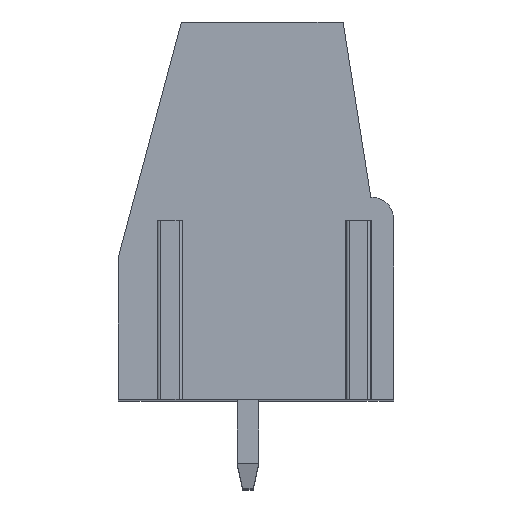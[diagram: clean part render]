
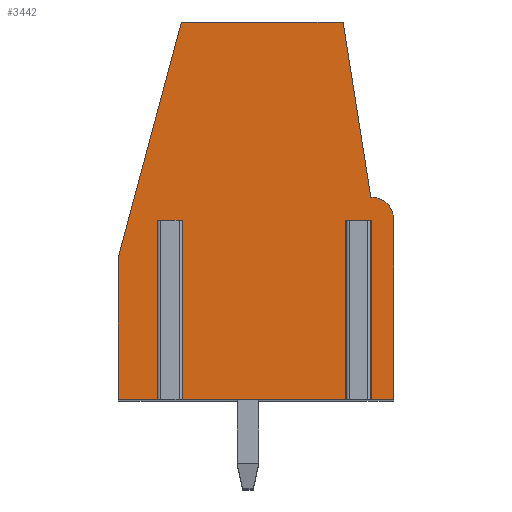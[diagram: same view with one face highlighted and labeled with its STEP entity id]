
A CAD part, top view. The second image highlights one B-rep face of the part: STEP entity #3442.
In plain terms, the highlighted planar face has unit normal (0, 0, 1).
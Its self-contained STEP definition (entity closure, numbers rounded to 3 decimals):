
#624=DIRECTION('',(1.,0.,0.));
#625=VECTOR('',#624,0.57);
#626=CARTESIAN_POINT('',(-3.485,-0.35,2.5));
#627=LINE('',#626,#625);
#628=DIRECTION('',(0.,1.,0.));
#629=VECTOR('',#628,6.65);
#630=CARTESIAN_POINT('',(-3.485,-7.,2.5));
#631=LINE('',#630,#629);
#632=DIRECTION('',(1.,0.,0.));
#633=VECTOR('',#632,1.615);
#634=CARTESIAN_POINT('',(-5.1,-7.,2.5));
#635=LINE('',#634,#633);
#636=DIRECTION('',(0.,-1.,0.));
#637=VECTOR('',#636,5.3);
#638=CARTESIAN_POINT('',(-5.1,-1.7,2.5));
#639=LINE('',#638,#637);
#640=DIRECTION('',(-0.259,-0.966,0.));
#641=VECTOR('',#640,9.007);
#642=CARTESIAN_POINT('',(-2.769,7.,2.5));
#643=LINE('',#642,#641);
#644=DIRECTION('',(-1.,0.,0.));
#645=VECTOR('',#644,6.);
#646=CARTESIAN_POINT('',(3.231,7.,2.5));
#647=LINE('',#646,#645);
#648=DIRECTION('',(-0.156,0.988,0.));
#649=VECTOR('',#648,6.581);
#650=CARTESIAN_POINT('',(4.261,0.5,2.5));
#651=LINE('',#650,#649);
#652=DIRECTION('',(-1.,0.,0.));
#653=VECTOR('',#652,0.039);
#654=CARTESIAN_POINT('',(4.3,0.5,2.5));
#655=LINE('',#654,#653);
#656=CARTESIAN_POINT('',(4.3,-0.3,2.5));
#657=DIRECTION('',(0.,0.,1.));
#658=DIRECTION('',(1.,0.,0.));
#659=AXIS2_PLACEMENT_3D('',#656,#657,#658);
#661=DIRECTION('',(0.,1.,0.));
#662=VECTOR('',#661,6.7);
#663=CARTESIAN_POINT('',(5.1,-7.,2.5));
#664=LINE('',#663,#662);
#665=DIRECTION('',(1.,0.,0.));
#666=VECTOR('',#665,1.015);
#667=CARTESIAN_POINT('',(4.085,-7.,2.5));
#668=LINE('',#667,#666);
#669=DIRECTION('',(0.,1.,0.));
#670=VECTOR('',#669,6.65);
#671=CARTESIAN_POINT('',(4.085,-7.,2.5));
#672=LINE('',#671,#670);
#673=DIRECTION('',(1.,0.,0.));
#674=VECTOR('',#673,0.57);
#675=CARTESIAN_POINT('',(3.515,-0.35,2.5));
#676=LINE('',#675,#674);
#677=DIRECTION('',(0.,1.,0.));
#678=VECTOR('',#677,6.65);
#679=CARTESIAN_POINT('',(3.515,-7.,2.5));
#680=LINE('',#679,#678);
#681=DIRECTION('',(1.,0.,0.));
#682=VECTOR('',#681,6.43);
#683=CARTESIAN_POINT('',(-2.915,-7.,2.5));
#684=LINE('',#683,#682);
#685=DIRECTION('',(0.,1.,0.));
#686=VECTOR('',#685,6.65);
#687=CARTESIAN_POINT('',(-2.915,-7.,2.5));
#688=LINE('',#687,#686);
#2167=CARTESIAN_POINT('',(-2.769,7.,2.5));
#2168=CARTESIAN_POINT('',(-5.1,-1.7,2.5));
#2169=VERTEX_POINT('',#2167);
#2170=VERTEX_POINT('',#2168);
#2171=CARTESIAN_POINT('',(-5.1,-7.,2.5));
#2172=VERTEX_POINT('',#2171);
#2173=CARTESIAN_POINT('',(5.1,-7.,2.5));
#2174=CARTESIAN_POINT('',(5.1,-0.3,2.5));
#2175=VERTEX_POINT('',#2173);
#2176=VERTEX_POINT('',#2174);
#2177=CARTESIAN_POINT('',(4.3,0.5,2.5));
#2178=VERTEX_POINT('',#2177);
#2179=CARTESIAN_POINT('',(4.261,0.5,2.5));
#2180=VERTEX_POINT('',#2179);
#2181=CARTESIAN_POINT('',(3.231,7.,2.5));
#2182=VERTEX_POINT('',#2181);
#2263=CARTESIAN_POINT('',(-3.485,-0.35,2.5));
#2264=CARTESIAN_POINT('',(-2.915,-0.35,2.5));
#2265=VERTEX_POINT('',#2263);
#2266=VERTEX_POINT('',#2264);
#2267=CARTESIAN_POINT('',(3.515,-0.35,2.5));
#2268=CARTESIAN_POINT('',(4.085,-0.35,2.5));
#2269=VERTEX_POINT('',#2267);
#2270=VERTEX_POINT('',#2268);
#2271=CARTESIAN_POINT('',(-2.915,-7.,2.5));
#2272=VERTEX_POINT('',#2271);
#2273=CARTESIAN_POINT('',(-3.485,-7.,2.5));
#2274=VERTEX_POINT('',#2273);
#2275=CARTESIAN_POINT('',(4.085,-7.,2.5));
#2276=VERTEX_POINT('',#2275);
#2277=CARTESIAN_POINT('',(3.515,-7.,2.5));
#2278=VERTEX_POINT('',#2277);
#3413=CARTESIAN_POINT('',(0.,0.,2.5));
#3414=DIRECTION('',(0.,0.,1.));
#3415=DIRECTION('',(1.,0.,0.));
#3416=AXIS2_PLACEMENT_3D('',#3413,#3414,#3415);
#3417=PLANE('',#3416);
#3419=ORIENTED_EDGE('',*,*,#3418,.F.);
#3421=ORIENTED_EDGE('',*,*,#3420,.F.);
#3422=ORIENTED_EDGE('',*,*,#2961,.F.);
#3423=ORIENTED_EDGE('',*,*,#3212,.F.);
#3424=ORIENTED_EDGE('',*,*,#3226,.F.);
#3425=ORIENTED_EDGE('',*,*,#3240,.F.);
#3426=ORIENTED_EDGE('',*,*,#3296,.F.);
#3427=ORIENTED_EDGE('',*,*,#3310,.F.);
#3428=ORIENTED_EDGE('',*,*,#3324,.F.);
#3429=ORIENTED_EDGE('',*,*,#3337,.F.);
#3430=ORIENTED_EDGE('',*,*,#2985,.F.);
#3432=ORIENTED_EDGE('',*,*,#3431,.T.);
#3434=ORIENTED_EDGE('',*,*,#3433,.F.);
#3436=ORIENTED_EDGE('',*,*,#3435,.F.);
#3437=ORIENTED_EDGE('',*,*,#2973,.F.);
#3439=ORIENTED_EDGE('',*,*,#3438,.T.);
#3440=EDGE_LOOP('',(#3419,#3421,#3422,#3423,#3424,#3425,#3426,#3427,#3428,#3429,
#3430,#3432,#3434,#3436,#3437,#3439));
#3441=FACE_OUTER_BOUND('',#3440,.F.);
#660=CIRCLE('',#659,0.8);
#2961=EDGE_CURVE('',#2172,#2274,#635,.T.);
#2973=EDGE_CURVE('',#2272,#2278,#684,.T.);
#2985=EDGE_CURVE('',#2276,#2175,#668,.T.);
#3212=EDGE_CURVE('',#2170,#2172,#639,.T.);
#3226=EDGE_CURVE('',#2169,#2170,#643,.T.);
#3240=EDGE_CURVE('',#2182,#2169,#647,.T.);
#3296=EDGE_CURVE('',#2180,#2182,#651,.T.);
#3310=EDGE_CURVE('',#2178,#2180,#655,.T.);
#3324=EDGE_CURVE('',#2176,#2178,#660,.T.);
#3337=EDGE_CURVE('',#2175,#2176,#664,.T.);
#3418=EDGE_CURVE('',#2265,#2266,#627,.T.);
#3420=EDGE_CURVE('',#2274,#2265,#631,.T.);
#3431=EDGE_CURVE('',#2276,#2270,#672,.T.);
#3433=EDGE_CURVE('',#2269,#2270,#676,.T.);
#3435=EDGE_CURVE('',#2278,#2269,#680,.T.);
#3438=EDGE_CURVE('',#2272,#2266,#688,.T.);
#3442=ADVANCED_FACE('',(#3441),#3417,.T.);
